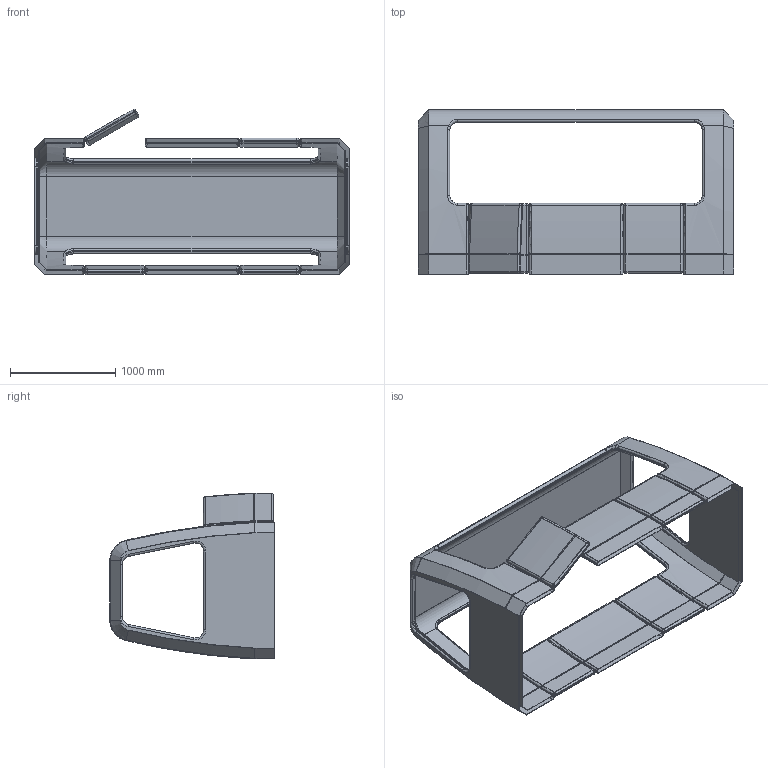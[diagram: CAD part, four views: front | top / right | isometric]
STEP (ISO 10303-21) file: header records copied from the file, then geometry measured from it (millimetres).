
FILE_DESCRIPTION (( 'STEP AP214' ), '1' );
FILE_NAME ('ME004049_Wagon_20220104.STEP', '2022-01-04T12:00:23', ( '' ), ( '' ), 'SwSTEP 2.0', 'SolidWorks 2017', '' );
FILE_SCHEMA (( 'AUTOMOTIVE_DESIGN' ));
Length unit declared in the file: millimetre
Products named in the file (1): ME004049_Wagon_20220104
Bounding box: 3000 x 1562.5 x 1574.6 mm (x, y, z)
Volume: 97656547.7 mm3; surface area: 39143851 mm2
Topology: 7 solids, 7 shells, 908 faces, 2136 edges, 1140 vertices
Faces by surface type: cylinder 324, torus 192, plane 176, bspline 96, sphere 72, cone 48
Entity records: 35989 total; most frequent: CARTESIAN_POINT 15217, DIRECTION 4494, ORIENTED_EDGE 4080, EDGE_CURVE 2040, AXIS2_PLACEMENT_3D 1861, VERTEX_POINT 1140, CIRCLE 1048, EDGE_LOOP 912
